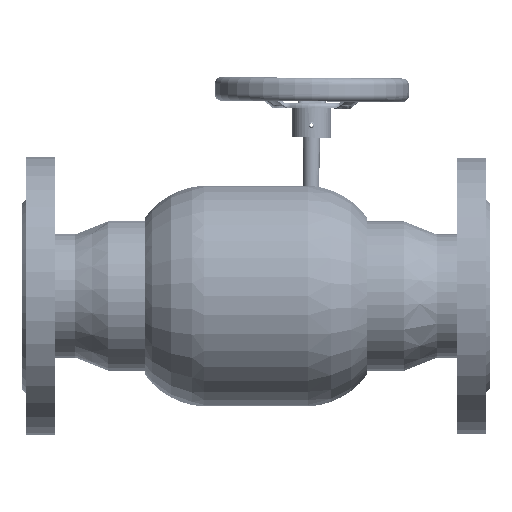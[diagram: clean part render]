
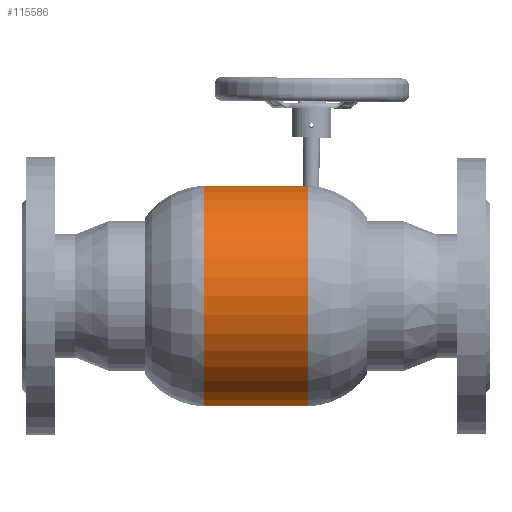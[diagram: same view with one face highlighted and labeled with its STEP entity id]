
A CAD part, front view. The second image highlights one B-rep face of the part: STEP entity #115586.
In plain terms, the highlighted cylindrical face has radius 79.5 mm (diameter 159 mm), a partial arc.
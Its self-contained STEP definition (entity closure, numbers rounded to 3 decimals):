
#177 = CYLINDRICAL_SURFACE ( 'NONE', #52862, 79.5 ) ;
#1621 = FACE_OUTER_BOUND ( 'NONE', #141210, .T. ) ;
#4381 = CARTESIAN_POINT ( 'NONE',  ( -37.5, 0., 79.5 ) ) ;
#13857 = CARTESIAN_POINT ( 'NONE',  ( 37.5, 0., 79.5 ) ) ;
#22602 = DIRECTION ( 'NONE',  ( 0., 0., 1. ) ) ;
#33345 = VECTOR ( 'NONE', #100418, 1000. ) ;
#34196 = LINE ( 'NONE', #111419, #33345 ) ;
#40567 = CARTESIAN_POINT ( 'NONE',  ( 37.5, 0., 0. ) ) ;
#52862 = AXIS2_PLACEMENT_3D ( 'NONE', #113405, #124446, #101659 ) ;
#52872 = EDGE_CURVE ( 'NONE', #85980, #120108, #105109, .T. ) ;
#56099 = VERTEX_POINT ( 'NONE', #13857 ) ;
#57181 = CARTESIAN_POINT ( 'NONE',  ( -37.5, 0., 0. ) ) ;
#57395 = EDGE_CURVE ( 'NONE', #81042, #56099, #75094, .T. ) ;
#60521 = AXIS2_PLACEMENT_3D ( 'NONE', #57181, #103456, #22602 ) ;
#61174 = DIRECTION ( 'NONE',  ( 0., 0., 1. ) ) ;
#75094 = CIRCLE ( 'NONE', #96290, 79.5 ) ;
#81042 = VERTEX_POINT ( 'NONE', #127387 ) ;
#85405 = DIRECTION ( 'NONE',  ( -1., 0., 0. ) ) ;
#85980 = VERTEX_POINT ( 'NONE', #132895 ) ;
#86466 = EDGE_CURVE ( 'NONE', #56099, #120108, #122370, .T. ) ;
#88565 = DIRECTION ( 'NONE',  ( -1., 0., 0. ) ) ;
#96290 = AXIS2_PLACEMENT_3D ( 'NONE', #40567, #85405, #61174 ) ;
#98609 = ORIENTED_EDGE ( 'NONE', *, *, #57395, .T. ) ;
#100418 = DIRECTION ( 'NONE',  ( -1., 0., 0. ) ) ;
#101659 = DIRECTION ( 'NONE',  ( 0., 0., 1. ) ) ;
#103456 = DIRECTION ( 'NONE',  ( -1., 0., 0. ) ) ;
#105109 = CIRCLE ( 'NONE', #60521, 79.5 ) ;
#105112 = ORIENTED_EDGE ( 'NONE', *, *, #86466, .T. ) ;
#111419 = CARTESIAN_POINT ( 'NONE',  ( 0., 0., -79.5 ) ) ;
#113405 = CARTESIAN_POINT ( 'NONE',  ( 0., 0., 0. ) ) ;
#114666 = ORIENTED_EDGE ( 'NONE', *, *, #52872, .F. ) ;
#115586 = ADVANCED_FACE ( 'NONE', ( #1621 ), #177, .T. ) ;
#116491 = ORIENTED_EDGE ( 'NONE', *, *, #141013, .F. ) ;
#120108 = VERTEX_POINT ( 'NONE', #4381 ) ;
#122370 = LINE ( 'NONE', #123815, #132732 ) ;
#123815 = CARTESIAN_POINT ( 'NONE',  ( 0., 0., 79.5 ) ) ;
#124446 = DIRECTION ( 'NONE',  ( -1., 0., 0. ) ) ;
#127387 = CARTESIAN_POINT ( 'NONE',  ( 37.5, 0., -79.5 ) ) ;
#132732 = VECTOR ( 'NONE', #88565, 1000. ) ;
#132895 = CARTESIAN_POINT ( 'NONE',  ( -37.5, 0., -79.5 ) ) ;
#141013 = EDGE_CURVE ( 'NONE', #81042, #85980, #34196, .T. ) ;
#141210 = EDGE_LOOP ( 'NONE', ( #116491, #98609, #105112, #114666 ) ) ;
